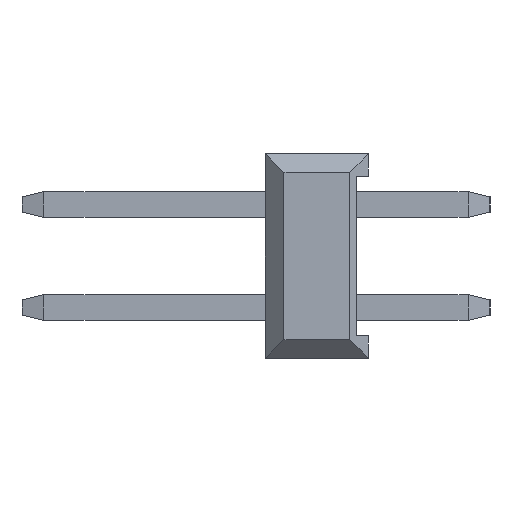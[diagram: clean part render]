
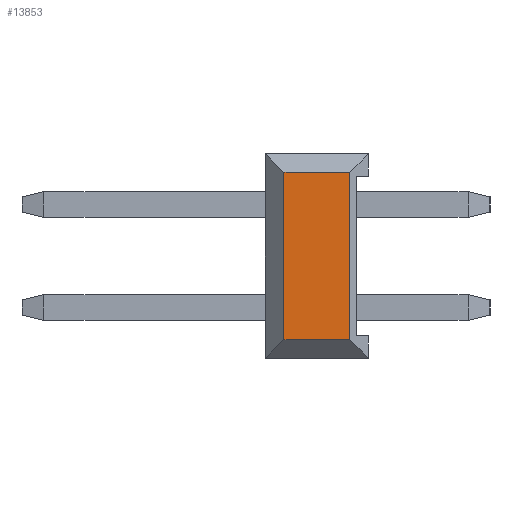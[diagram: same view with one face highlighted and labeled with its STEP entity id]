
A CAD part, left-side view. The second image highlights one B-rep face of the part: STEP entity #13853.
In plain terms, the highlighted planar face has unit normal (-1, 0, 0).
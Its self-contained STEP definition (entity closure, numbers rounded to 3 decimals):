
#2753 = EDGE_CURVE ( 'NONE', #18219, #18218, #15746, .T. ) ;
#3270 = FACE_OUTER_BOUND ( 'NONE', #15993, .T. ) ;
#3276 = AXIS2_PLACEMENT_3D ( 'NONE', #8172, #8173, #8174 ) ;
#8171 = PLANE ( 'NONE',  #3276 ) ;
#8172 = CARTESIAN_POINT ( 'NONE',  ( -1.27, 2.54, 0.79 ) ) ;
#8173 = DIRECTION ( 'NONE',  ( 1., 0., 0. ) ) ;
#8174 = DIRECTION ( 'NONE',  ( 0., 0., -1. ) ) ;
#11755 = EDGE_CURVE ( 'NONE', #18219, #18217, #27890, .T. ) ;
#11756 = EDGE_CURVE ( 'NONE', #18217, #18216, #27893, .T. ) ;
#11757 = EDGE_CURVE ( 'NONE', #18218, #18216, #27896, .T. ) ;
#13853 = ADVANCED_FACE ( 'NONE', ( #3270 ), #8171, .F. ) ;
#14812 = ORIENTED_EDGE ( 'NONE', *, *, #11756, .F. ) ;
#14813 = ORIENTED_EDGE ( 'NONE', *, *, #2753, .T. ) ;
#14814 = ORIENTED_EDGE ( 'NONE', *, *, #11755, .F. ) ;
#14815 = ORIENTED_EDGE ( 'NONE', *, *, #11757, .T. ) ;
#15746 = LINE ( 'NONE', #15747, #28557 ) ;
#15747 = CARTESIAN_POINT ( 'NONE',  ( -1.27, 2.54, -3.33 ) ) ;
#15748 = DIRECTION ( 'NONE',  ( 0., -1., 0. ) ) ;
#15993 = EDGE_LOOP ( 'NONE', ( #14812, #14814, #14813, #14815 ) ) ;
#18216 = VERTEX_POINT ( 'NONE', #22564 ) ;
#18217 = VERTEX_POINT ( 'NONE', #22565 ) ;
#18218 = VERTEX_POINT ( 'NONE', #22566 ) ;
#18219 = VERTEX_POINT ( 'NONE', #22567 ) ;
#22564 = CARTESIAN_POINT ( 'NONE',  ( -1.27, 0.46, 0.79 ) ) ;
#22565 = CARTESIAN_POINT ( 'NONE',  ( -1.27, 2.08, 0.79 ) ) ;
#22566 = CARTESIAN_POINT ( 'NONE',  ( -1.27, 0.46, -3.33 ) ) ;
#22567 = CARTESIAN_POINT ( 'NONE',  ( -1.27, 2.08, -3.33 ) ) ;
#27890 = LINE ( 'NONE', #27891, #30312 ) ;
#27891 = CARTESIAN_POINT ( 'NONE',  ( -1.27, 2.08, -3.81 ) ) ;
#27892 = DIRECTION ( 'NONE',  ( 0., 0., 1. ) ) ;
#27893 = LINE ( 'NONE', #27894, #30313 ) ;
#27894 = CARTESIAN_POINT ( 'NONE',  ( -1.27, 2.54, 0.79 ) ) ;
#27895 = DIRECTION ( 'NONE',  ( 0., -1., 0. ) ) ;
#27896 = LINE ( 'NONE', #27897, #30314 ) ;
#27897 = CARTESIAN_POINT ( 'NONE',  ( -1.27, 0.46, -3.81 ) ) ;
#27898 = DIRECTION ( 'NONE',  ( 0., 0., 1. ) ) ;
#28557 = VECTOR ( 'NONE', #15748, 1000. ) ;
#30312 = VECTOR ( 'NONE', #27892, 1000. ) ;
#30313 = VECTOR ( 'NONE', #27895, 1000. ) ;
#30314 = VECTOR ( 'NONE', #27898, 1000. ) ;
